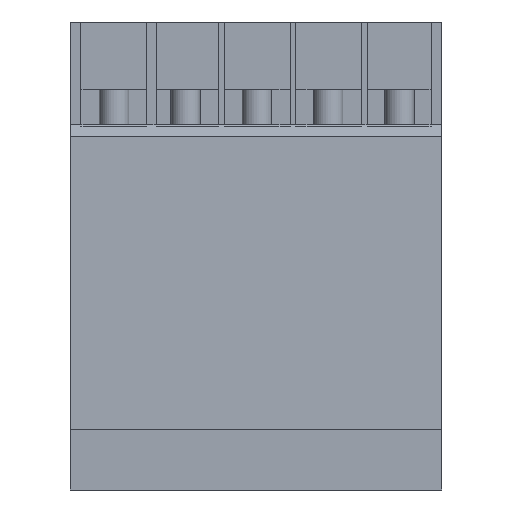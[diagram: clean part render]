
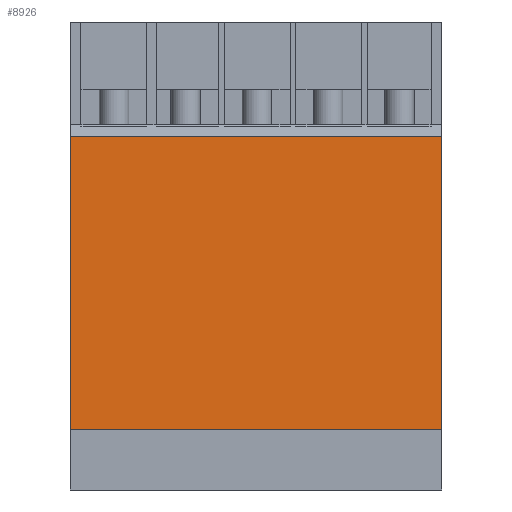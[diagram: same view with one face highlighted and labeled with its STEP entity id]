
A CAD part, front view. The second image highlights one B-rep face of the part: STEP entity #8926.
In plain terms, the highlighted planar face has unit normal (0, -1, 0.022).
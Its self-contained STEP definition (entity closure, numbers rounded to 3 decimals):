
#18=DIRECTION('',(0.,-0.022,-1.));
#19=VECTOR('',#18,35.547);
#20=CARTESIAN_POINT('',(0.,1.607,42.834));
#21=LINE('',#20,#19);
#219=DIRECTION('',(0.,0.022,1.));
#220=VECTOR('',#219,35.547);
#221=CARTESIAN_POINT('',(45.,0.83,7.295));
#222=LINE('',#221,#220);
#280=DIRECTION('',(-1.,0.,0.));
#281=VECTOR('',#280,45.);
#282=CARTESIAN_POINT('',(45.,1.607,42.834));
#283=LINE('',#282,#281);
#295=DIRECTION('',(-1.,0.,0.));
#296=VECTOR('',#295,45.);
#297=CARTESIAN_POINT('',(45.,0.83,7.295));
#298=LINE('',#297,#296);
#6485=CARTESIAN_POINT('',(0.,1.607,42.834));
#6486=VERTEX_POINT('',#6485);
#6487=CARTESIAN_POINT('',(0.,0.83,7.295));
#6488=VERTEX_POINT('',#6487);
#6610=CARTESIAN_POINT('',(45.,0.83,7.295));
#6611=VERTEX_POINT('',#6610);
#6612=CARTESIAN_POINT('',(45.,1.607,42.834));
#6613=VERTEX_POINT('',#6612);
#8914=CARTESIAN_POINT('',(0.,0.83,7.295));
#8915=DIRECTION('',(0.,-1.,0.022));
#8916=DIRECTION('',(0.,0.022,1.));
#8917=AXIS2_PLACEMENT_3D('',#8914,#8915,#8916);
#8918=PLANE('',#8917);
#8919=ORIENTED_EDGE('',*,*,#8555,.F.);
#8920=ORIENTED_EDGE('',*,*,#8884,.F.);
#8921=ORIENTED_EDGE('',*,*,#8775,.F.);
#8923=ORIENTED_EDGE('',*,*,#8922,.T.);
#8924=EDGE_LOOP('',(#8919,#8920,#8921,#8923));
#8925=FACE_OUTER_BOUND('',#8924,.F.);
#8555=EDGE_CURVE('',#6486,#6488,#21,.T.);
#8775=EDGE_CURVE('',#6611,#6613,#222,.T.);
#8884=EDGE_CURVE('',#6613,#6486,#283,.T.);
#8922=EDGE_CURVE('',#6611,#6488,#298,.T.);
#8926=ADVANCED_FACE('',(#8925),#8918,.T.);
